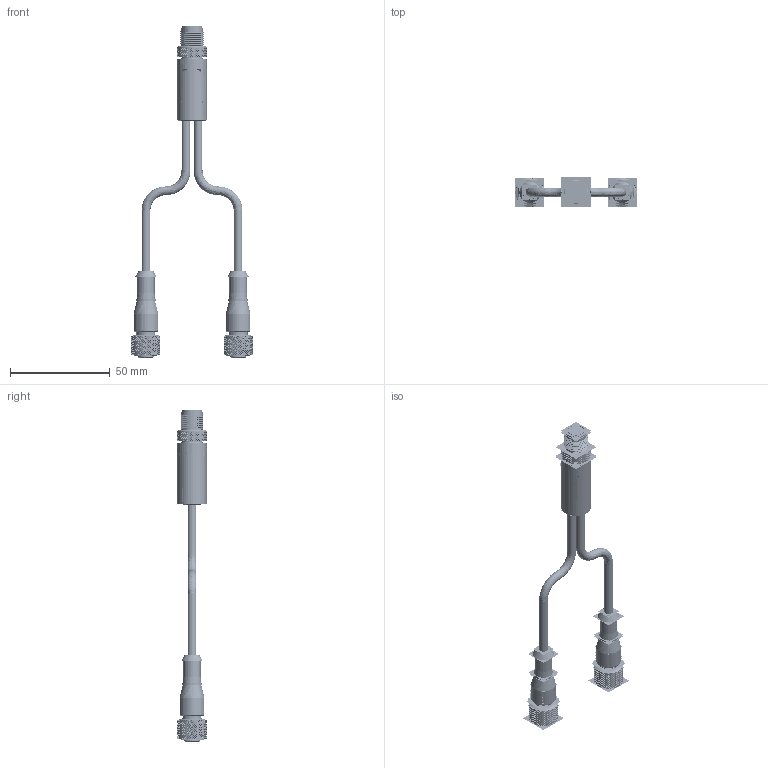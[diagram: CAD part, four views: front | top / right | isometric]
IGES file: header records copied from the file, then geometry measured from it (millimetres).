
Start section:  PTC IGES file: 229498.igs
Global section: file name: 229498.igs; native system: Creo Parametric by PTC Inc.; preprocessor: 2019292; author: PDMAdmin; organization: Unknown; date: 20220609.124021; units: millimetre
Bounding box: 60.63 x 15 x 166.13 mm (x, y, z)
Volume: 15562.5 mm3; surface area: 66659.7 mm2
Topology: 1 solids, 145 shells, 19280 faces, 85068 edges, 100956 vertices
Faces by surface type: bspline 14786, revolution 4438, extrusion 56
